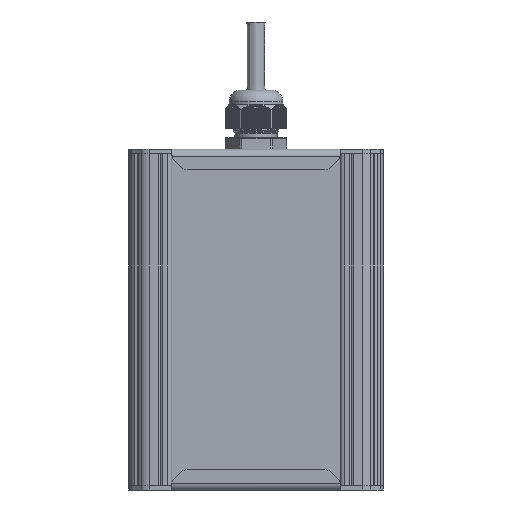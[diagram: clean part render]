
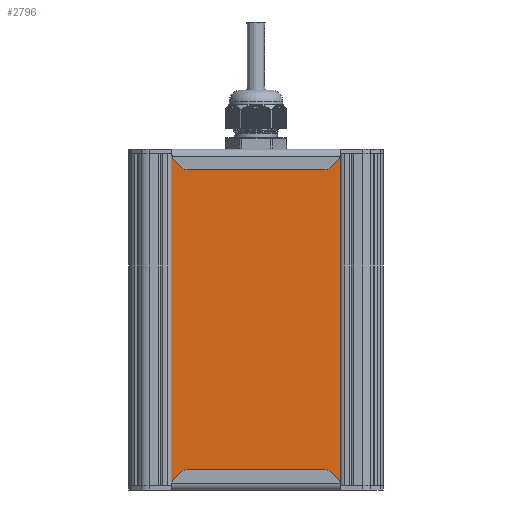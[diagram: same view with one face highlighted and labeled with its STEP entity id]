
A CAD part, front view. The second image highlights one B-rep face of the part: STEP entity #2796.
In plain terms, the highlighted face is planar.
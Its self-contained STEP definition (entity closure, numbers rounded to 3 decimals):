
#2796=ADVANCED_FACE('',(#11792),#11794,.T.);
#11792=FACE_BOUND('',#11793,.T.);
#11793=EDGE_LOOP('',(#37560,#37561,#37562,#37563));
#11794=PLANE('',#11795);
#11795=AXIS2_PLACEMENT_3D('',#11796,#11797,#11798);
#11796=CARTESIAN_POINT('',(120.465,593.492,117.308));
#11797=DIRECTION('',(0.,0.,-1.));
#11798=DIRECTION('',(0.,1.,0.));
#37560=ORIENTED_EDGE('',*,*,#43458,.T.);
#37561=ORIENTED_EDGE('',*,*,#43457,.T.);
#37562=ORIENTED_EDGE('',*,*,#43459,.T.);
#37563=ORIENTED_EDGE('',*,*,#43460,.F.);
#43457=EDGE_CURVE('',#48734,#48739,#48741,.T.);
#43458=EDGE_CURVE('',#48742,#48734,#48743,.F.);
#43459=EDGE_CURVE('',#48739,#48744,#48745,.T.);
#43460=EDGE_CURVE('',#48742,#48744,#48746,.T.);
#48734=VERTEX_POINT('',#66970);
#48739=VERTEX_POINT('',#66979);
#48741=LINE('',#66983,#66984);
#48742=VERTEX_POINT('',#66986);
#48743=LINE('',#66987,#66988);
#48744=VERTEX_POINT('',#66990);
#48745=LINE('',#66991,#66992);
#48746=LINE('',#66994,#66995);
#66970=CARTESIAN_POINT('',(195.465,679.838,117.308));
#66979=CARTESIAN_POINT('',(341.465,679.838,117.308));
#66983=CARTESIAN_POINT('',(195.465,679.838,117.308));
#66984=VECTOR('',#66985,1.);
#66985=DIRECTION('',(1.,0.,0.));
#66986=CARTESIAN_POINT('',(195.465,593.492,117.308));
#66987=CARTESIAN_POINT('',(195.465,679.838,117.308));
#66988=VECTOR('',#66989,1.);
#66989=DIRECTION('',(0.,-1.,0.));
#66990=CARTESIAN_POINT('',(341.465,593.492,117.308));
#66991=CARTESIAN_POINT('',(341.465,679.838,117.308));
#66992=VECTOR('',#66993,1.);
#66993=DIRECTION('',(0.,-1.,0.));
#66994=CARTESIAN_POINT('',(195.465,593.492,117.308));
#66995=VECTOR('',#66996,1.);
#66996=DIRECTION('',(1.,0.,0.));
